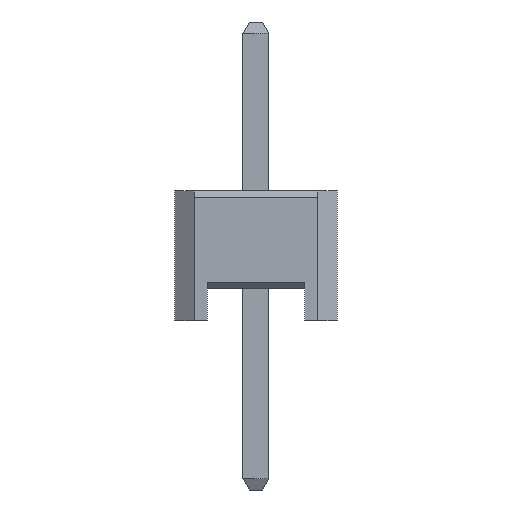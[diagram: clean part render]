
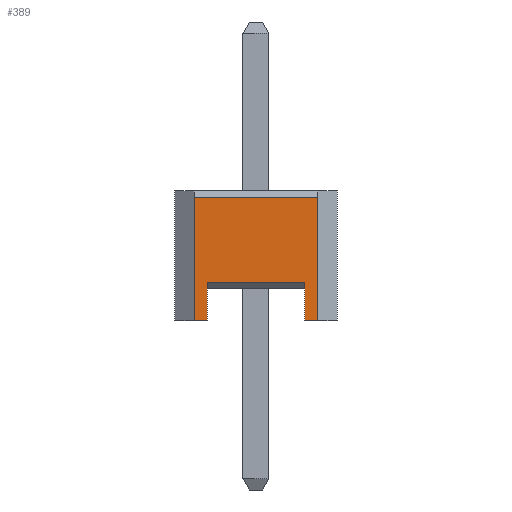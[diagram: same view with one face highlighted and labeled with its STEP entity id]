
A CAD part, left-side view. The second image highlights one B-rep face of the part: STEP entity #389.
In plain terms, the highlighted planar face has unit normal (-1, 0, 0).
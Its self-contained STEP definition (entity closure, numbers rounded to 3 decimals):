
#389=ADVANCED_FACE('',(#2167),#2169,.T.);
#2167=FACE_BOUND('',#2168,.T.);
#2168=EDGE_LOOP('',(#3600,#3601,#3602,#3603,#3604,#3605,#3606,#3607));
#2169=PLANE('',#2170);
#2170=AXIS2_PLACEMENT_3D('',#2171,#2172,#2173);
#2171=CARTESIAN_POINT('',(-0.635,0.95,0.));
#2172=DIRECTION('',(-1.,0.,0.));
#2173=DIRECTION('',(0.,-1.,0.));
#3600=ORIENTED_EDGE('',*,*,#4496,.T.);
#3601=ORIENTED_EDGE('',*,*,#4497,.F.);
#3602=ORIENTED_EDGE('',*,*,#4394,.T.);
#3603=ORIENTED_EDGE('',*,*,#4476,.T.);
#3604=ORIENTED_EDGE('',*,*,#4498,.T.);
#3605=ORIENTED_EDGE('',*,*,#4499,.T.);
#3606=ORIENTED_EDGE('',*,*,#4452,.T.);
#3607=ORIENTED_EDGE('',*,*,#4500,.T.);
#4394=EDGE_CURVE('',#4907,#4905,#4908,.T.);
#4452=EDGE_CURVE('',#5017,#5015,#5018,.T.);
#4476=EDGE_CURVE('',#4905,#5052,#5054,.F.);
#4496=EDGE_CURVE('',#5092,#5093,#5094,.F.);
#4497=EDGE_CURVE('',#4907,#5093,#5095,.T.);
#4498=EDGE_CURVE('',#5052,#5096,#5097,.F.);
#4499=EDGE_CURVE('',#5096,#5017,#5098,.T.);
#4500=EDGE_CURVE('',#5015,#5092,#5099,.T.);
#4905=VERTEX_POINT('',#5759);
#4907=VERTEX_POINT('',#5763);
#4908=LINE('',#5764,#5765);
#5015=VERTEX_POINT('',#5985);
#5017=VERTEX_POINT('',#5989);
#5018=LINE('',#5990,#5991);
#5052=VERTEX_POINT('',#6070);
#5054=LINE('',#6074,#6075);
#5092=VERTEX_POINT('',#6152);
#5093=VERTEX_POINT('',#6153);
#5094=LINE('',#6154,#6155);
#5095=LINE('',#6157,#6158);
#5096=VERTEX_POINT('',#6160);
#5097=LINE('',#6161,#6162);
#5098=LINE('',#6164,#6165);
#5099=LINE('',#6167,#6168);
#5759=CARTESIAN_POINT('',(-0.635,0.75,0.));
#5763=CARTESIAN_POINT('',(-0.635,0.95,0.));
#5764=CARTESIAN_POINT('',(-0.635,0.95,0.));
#5765=VECTOR('',#5766,1.);
#5766=DIRECTION('',(0.,-1.,0.));
#5985=CARTESIAN_POINT('',(-0.635,-0.95,0.));
#5989=CARTESIAN_POINT('',(-0.635,-0.75,0.));
#5990=CARTESIAN_POINT('',(-0.635,-0.75,0.));
#5991=VECTOR('',#5992,1.);
#5992=DIRECTION('',(0.,-1.,0.));
#6070=CARTESIAN_POINT('',(-0.635,0.75,0.6));
#6074=CARTESIAN_POINT('',(-0.635,0.75,0.6));
#6075=VECTOR('',#6076,1.);
#6076=DIRECTION('',(0.,0.,-1.));
#6152=CARTESIAN_POINT('',(-0.635,-0.95,1.9));
#6153=CARTESIAN_POINT('',(-0.635,0.95,1.9));
#6154=CARTESIAN_POINT('',(-0.635,0.95,1.9));
#6155=VECTOR('',#6156,1.);
#6156=DIRECTION('',(0.,-1.,0.));
#6157=CARTESIAN_POINT('',(-0.635,0.95,0.));
#6158=VECTOR('',#6159,1.);
#6159=DIRECTION('',(0.,0.,1.));
#6160=CARTESIAN_POINT('',(-0.635,-0.75,0.6));
#6161=CARTESIAN_POINT('',(-0.635,-0.75,0.6));
#6162=VECTOR('',#6163,1.);
#6163=DIRECTION('',(0.,1.,0.));
#6164=CARTESIAN_POINT('',(-0.635,-0.75,0.6));
#6165=VECTOR('',#6166,1.);
#6166=DIRECTION('',(0.,0.,-1.));
#6167=CARTESIAN_POINT('',(-0.635,-0.95,0.));
#6168=VECTOR('',#6169,1.);
#6169=DIRECTION('',(0.,0.,1.));
